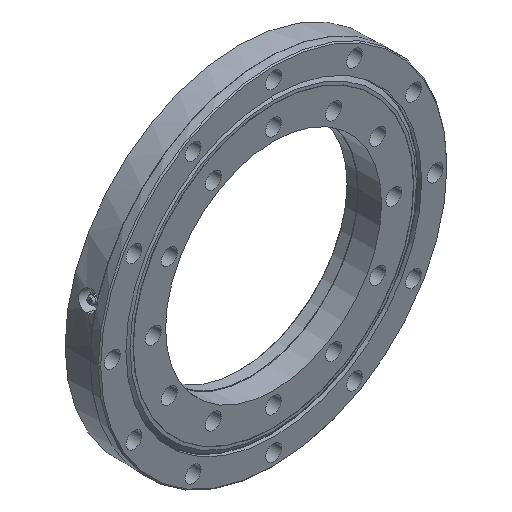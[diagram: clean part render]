
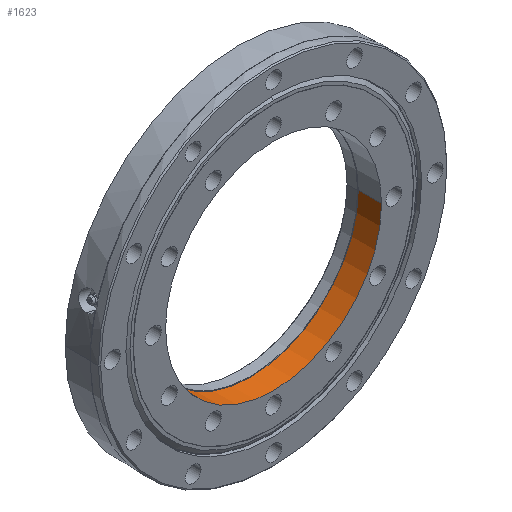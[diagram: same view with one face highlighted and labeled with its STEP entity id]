
A CAD part, isometric view. The second image highlights one B-rep face of the part: STEP entity #1623.
In plain terms, the highlighted cylindrical face has radius 92 mm (diameter 184 mm), a partial arc.
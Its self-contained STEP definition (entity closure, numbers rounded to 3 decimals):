
#26 = CIRCLE ( 'NONE', #656, 92. ) ;
#106 = EDGE_LOOP ( 'NONE', ( #1975, #666, #1458, #5297 ) ) ;
#313 = VERTEX_POINT ( 'NONE', #2352 ) ;
#416 = EDGE_CURVE ( 'NONE', #5156, #4678, #4015, .T. ) ;
#459 = EDGE_CURVE ( 'NONE', #2774, #313, #26, .T. ) ;
#626 = CARTESIAN_POINT ( 'NONE',  ( 0., 5., 0. ) ) ;
#656 = AXIS2_PLACEMENT_3D ( 'NONE', #4360, #3468, #6474 ) ;
#666 = ORIENTED_EDGE ( 'NONE', *, *, #5749, .T. ) ;
#795 = CARTESIAN_POINT ( 'NONE',  ( 92., 5., 0. ) ) ;
#962 = CARTESIAN_POINT ( 'NONE',  ( 92., -14.8, 0. ) ) ;
#992 = AXIS2_PLACEMENT_3D ( 'NONE', #626, #1204, #2421 ) ;
#1204 = DIRECTION ( 'NONE',  ( 0., 1., 0. ) ) ;
#1386 = CARTESIAN_POINT ( 'NONE',  ( 0., 68.082, 0. ) ) ;
#1395 = CARTESIAN_POINT ( 'NONE',  ( 92., 68.082, 0. ) ) ;
#1458 = ORIENTED_EDGE ( 'NONE', *, *, #416, .T. ) ;
#1623 = ADVANCED_FACE ( 'NONE', ( #4947 ), #6159, .F. ) ;
#1699 = VECTOR ( 'NONE', #2388, 1000. ) ;
#1710 = DIRECTION ( 'NONE',  ( 0., 1., 0. ) ) ;
#1975 = ORIENTED_EDGE ( 'NONE', *, *, #459, .F. ) ;
#1983 = CARTESIAN_POINT ( 'NONE',  ( -92., 68.082, 0. ) ) ;
#2352 = CARTESIAN_POINT ( 'NONE',  ( -92., -14.8, 0. ) ) ;
#2357 = LINE ( 'NONE', #1983, #3542 ) ;
#2388 = DIRECTION ( 'NONE',  ( 0., 1., 0. ) ) ;
#2421 = DIRECTION ( 'NONE',  ( -1., 0., 0. ) ) ;
#2508 = DIRECTION ( 'NONE',  ( 0., 1., 0. ) ) ;
#2721 = DIRECTION ( 'NONE',  ( -1., 0., 0. ) ) ;
#2774 = VERTEX_POINT ( 'NONE', #962 ) ;
#3468 = DIRECTION ( 'NONE',  ( 0., 1., 0. ) ) ;
#3542 = VECTOR ( 'NONE', #2508, 1000. ) ;
#4015 = CIRCLE ( 'NONE', #992, 92. ) ;
#4360 = CARTESIAN_POINT ( 'NONE',  ( 0., -14.8, 0. ) ) ;
#4369 = LINE ( 'NONE', #1395, #1699 ) ;
#4678 = VERTEX_POINT ( 'NONE', #4905 ) ;
#4771 = EDGE_CURVE ( 'NONE', #313, #4678, #2357, .T. ) ;
#4905 = CARTESIAN_POINT ( 'NONE',  ( -92., 5., 0. ) ) ;
#4947 = FACE_OUTER_BOUND ( 'NONE', #106, .T. ) ;
#5156 = VERTEX_POINT ( 'NONE', #795 ) ;
#5297 = ORIENTED_EDGE ( 'NONE', *, *, #4771, .F. ) ;
#5749 = EDGE_CURVE ( 'NONE', #2774, #5156, #4369, .T. ) ;
#6118 = AXIS2_PLACEMENT_3D ( 'NONE', #1386, #1710, #2721 ) ;
#6159 = CYLINDRICAL_SURFACE ( 'NONE', #6118, 92. ) ;
#6474 = DIRECTION ( 'NONE',  ( -1., 0., 0. ) ) ;
